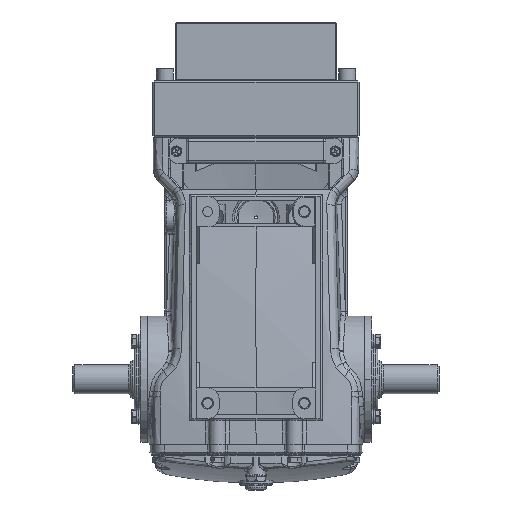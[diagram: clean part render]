
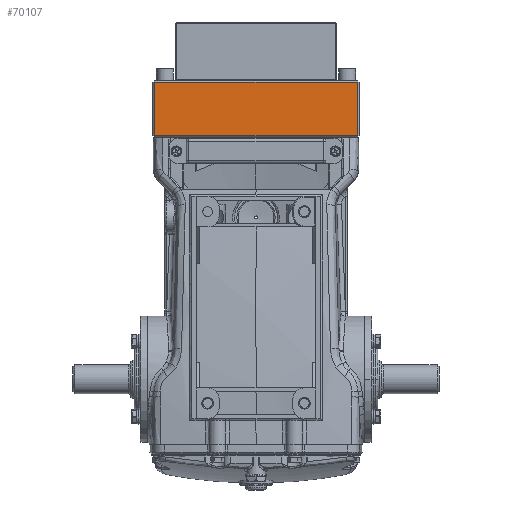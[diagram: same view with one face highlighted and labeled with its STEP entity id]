
A CAD part, front view. The second image highlights one B-rep face of the part: STEP entity #70107.
In plain terms, the highlighted planar face has unit normal (0, -1, 0).
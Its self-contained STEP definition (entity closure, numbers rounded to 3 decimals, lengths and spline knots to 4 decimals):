
#318 = EDGE_CURVE ( 'NONE', #67213, #16116, #82693, .T. ) ;
#718 = DIRECTION ( 'NONE',  ( -1., 0., 0. ) ) ;
#1577 = FACE_OUTER_BOUND ( 'NONE', #42687, .T. ) ;
#3866 = VECTOR ( 'NONE', #50748, 39.3701 ) ;
#7672 = VECTOR ( 'NONE', #24614, 39.3701 ) ;
#10015 = CARTESIAN_POINT ( 'NONE',  ( -4.3544, -3.2243, 12.2047 ) ) ;
#12503 = EDGE_CURVE ( 'NONE', #16116, #63856, #28214, .T. ) ;
#13749 = DIRECTION ( 'NONE',  ( 0., 0., 1. ) ) ;
#16116 = VERTEX_POINT ( 'NONE', #17461 ) ;
#17461 = CARTESIAN_POINT ( 'NONE',  ( -4.3544, -3.2243, 10. ) ) ;
#20687 = CARTESIAN_POINT ( 'NONE',  ( -4.3544, -3.2243, 12.2835 ) ) ;
#20948 = ORIENTED_EDGE ( 'NONE', *, *, #80397, .T. ) ;
#23172 = CARTESIAN_POINT ( 'NONE',  ( 3.9527, -3.2243, 12.2047 ) ) ;
#24614 = DIRECTION ( 'NONE',  ( -1., 0., 0. ) ) ;
#26715 = VECTOR ( 'NONE', #13749, 39.3701 ) ;
#28214 = LINE ( 'NONE', #83442, #3866 ) ;
#29275 = CARTESIAN_POINT ( 'NONE',  ( 3.9527, -3.2243, 10. ) ) ;
#39868 = VECTOR ( 'NONE', #48260, 39.3701 ) ;
#41449 = DIRECTION ( 'NONE',  ( 0., 1., 0. ) ) ;
#41889 = CARTESIAN_POINT ( 'NONE',  ( -4.4331, -3.2243, 12.2835 ) ) ;
#42326 = ORIENTED_EDGE ( 'NONE', *, *, #12503, .T. ) ;
#42687 = EDGE_LOOP ( 'NONE', ( #20948, #52940, #42326, #55365 ) ) ;
#46320 = CARTESIAN_POINT ( 'NONE',  ( 3.9527, -3.2243, 12.2835 ) ) ;
#47650 = AXIS2_PLACEMENT_3D ( 'NONE', #41889, #41449, #718 ) ;
#48260 = DIRECTION ( 'NONE',  ( 0., 0., -1. ) ) ;
#50367 = CARTESIAN_POINT ( 'NONE',  ( -4.4331, -3.2243, 12.2047 ) ) ;
#50748 = DIRECTION ( 'NONE',  ( 1., 0., 0. ) ) ;
#52940 = ORIENTED_EDGE ( 'NONE', *, *, #318, .T. ) ;
#55365 = ORIENTED_EDGE ( 'NONE', *, *, #60231, .T. ) ;
#60231 = EDGE_CURVE ( 'NONE', #63856, #81790, #67600, .T. ) ;
#63856 = VERTEX_POINT ( 'NONE', #29275 ) ;
#67213 = VERTEX_POINT ( 'NONE', #10015 ) ;
#67600 = LINE ( 'NONE', #46320, #26715 ) ;
#70107 = ADVANCED_FACE ( 'NONE', ( #1577 ), #76307, .F. ) ;
#76307 = PLANE ( 'NONE',  #47650 ) ;
#80397 = EDGE_CURVE ( 'NONE', #81790, #67213, #86638, .T. ) ;
#81790 = VERTEX_POINT ( 'NONE', #23172 ) ;
#82693 = LINE ( 'NONE', #20687, #39868 ) ;
#83442 = CARTESIAN_POINT ( 'NONE',  ( -4.4331, -3.2243, 10. ) ) ;
#86638 = LINE ( 'NONE', #50367, #7672 ) ;
